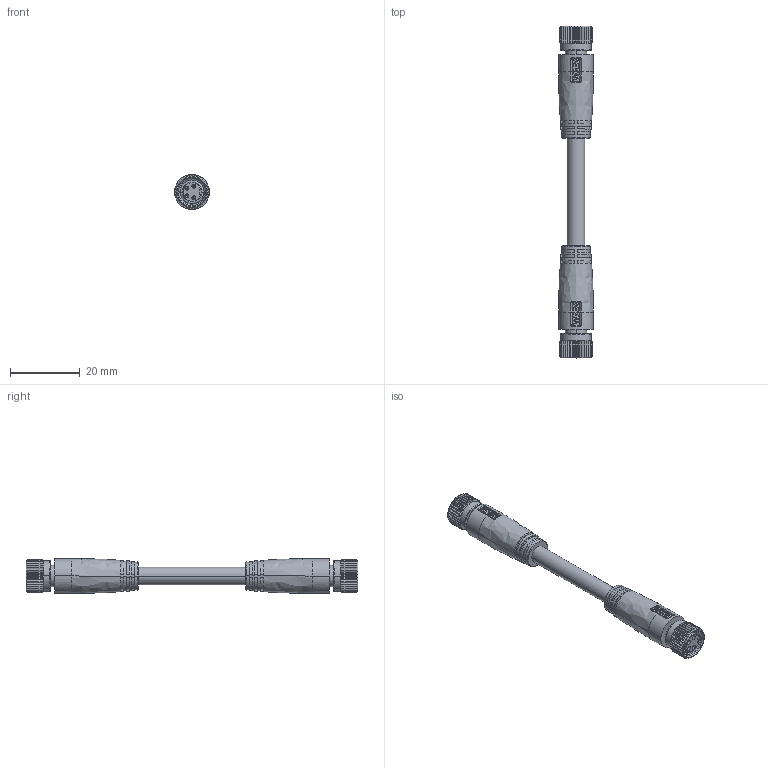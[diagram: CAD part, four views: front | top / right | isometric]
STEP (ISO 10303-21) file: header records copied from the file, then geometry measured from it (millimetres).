
FILE_DESCRIPTION((''),'2;1');
FILE_NAME('F04-F04_SW0001','2020-12-18T',('zq.xu'),(''),'PRO/ENGINEER BY PARAMETRIC TECHNOLOGY CORPORATION, 2012480','PRO/ENGINEER BY PARAMETRIC TECHNOLOGY CORPORATION, 2012480','');
FILE_SCHEMA(('AUTOMOTIVE_DESIGN { 1 0 10303 214 1 1 1 1 }'));
Length unit declared in the file: millimetre
Products named in the file (1): F04-F04_SW0001
Bounding box: 10 x 95.4 x 10 mm (x, y, z)
Volume: 4651.3 mm3; surface area: 4289.4 mm2
Topology: 1 solids, 1 shells, 940 faces, 2534 edges, 1638 vertices
Faces by surface type: plane 480, cylinder 246, cone 88, bspline 74, torus 48, extrusion 4
Entity records: 35578 total; most frequent: CARTESIAN_POINT 13394, ORIENTED_EDGE 5036, DIRECTION 4092, EDGE_CURVE 2518, VERTEX_POINT 1638, AXIS2_PLACEMENT_3D 1608, EDGE_LOOP 998, FACE_OUTER_BOUND 940
